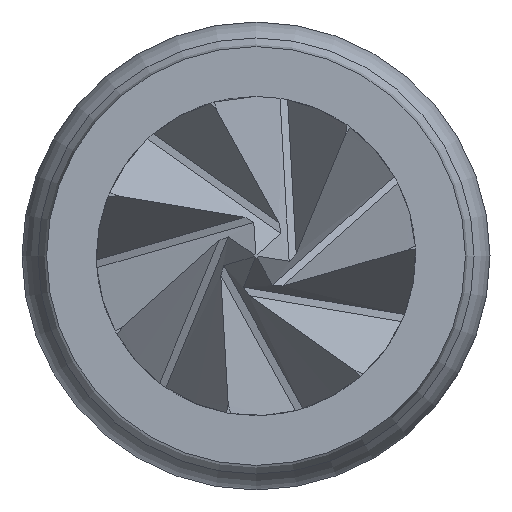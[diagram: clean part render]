
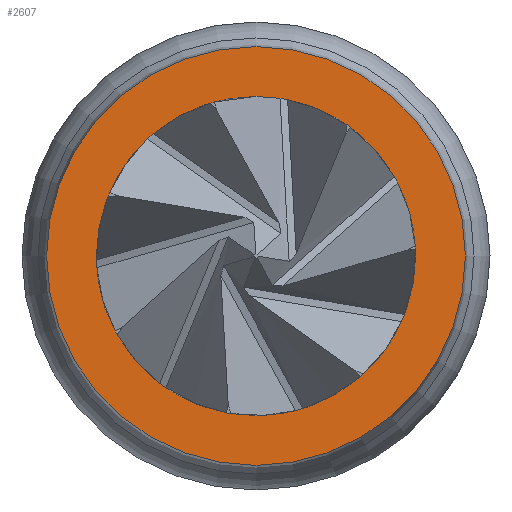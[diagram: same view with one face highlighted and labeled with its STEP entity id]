
A CAD part, left-side view. The second image highlights one B-rep face of the part: STEP entity #2607.
In plain terms, the highlighted planar face has unit normal (-1, 0, 0).
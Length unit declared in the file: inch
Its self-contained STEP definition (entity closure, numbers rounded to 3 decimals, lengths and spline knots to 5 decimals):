
#225 = EDGE_LOOP ( 'NONE', ( #2721 ) ) ;
#465 = EDGE_LOOP ( 'NONE', ( #2957 ) ) ;
#563 = FACE_BOUND ( 'NONE', #225, .T. ) ;
#747 = DIRECTION ( 'NONE',  ( 0., 0., 1. ) ) ;
#975 = DIRECTION ( 'NONE',  ( -1., 0., 0. ) ) ;
#1329 = EDGE_CURVE ( 'NONE', #3097, #3097, #3531, .T. ) ;
#1628 = CARTESIAN_POINT ( 'NONE',  ( 0., 0.0129, 0. ) ) ;
#1662 = AXIS2_PLACEMENT_3D ( 'NONE', #1628, #4216, #3105 ) ;
#1684 = AXIS2_PLACEMENT_3D ( 'NONE', #2248, #2929, #747 ) ;
#1993 = PLANE ( 'NONE',  #1662 ) ;
#2248 = CARTESIAN_POINT ( 'NONE',  ( 0., 0., 0. ) ) ;
#2451 = DIRECTION ( 'NONE',  ( 0., 0., 1. ) ) ;
#2607 = ADVANCED_FACE ( 'NONE', ( #563, #4188 ), #1993, .T. ) ;
#2721 = ORIENTED_EDGE ( 'NONE', *, *, #4403, .F. ) ;
#2821 = CARTESIAN_POINT ( 'NONE',  ( 0., 0., 0. ) ) ;
#2929 = DIRECTION ( 'NONE',  ( -1., 0., 0. ) ) ;
#2957 = ORIENTED_EDGE ( 'NONE', *, *, #1329, .T. ) ;
#3049 = VERTEX_POINT ( 'NONE', #3806 ) ;
#3072 = CARTESIAN_POINT ( 'NONE',  ( 0., 0., 0.01378 ) ) ;
#3097 = VERTEX_POINT ( 'NONE', #3072 ) ;
#3105 = DIRECTION ( 'NONE',  ( 0., 0., 1. ) ) ;
#3531 = CIRCLE ( 'NONE', #1684, 0.01378 ) ;
#3553 = CIRCLE ( 'NONE', #4173, 0.0105 ) ;
#3806 = CARTESIAN_POINT ( 'NONE',  ( 0., 0., 0.0105 ) ) ;
#4173 = AXIS2_PLACEMENT_3D ( 'NONE', #2821, #975, #2451 ) ;
#4188 = FACE_OUTER_BOUND ( 'NONE', #465, .T. ) ;
#4216 = DIRECTION ( 'NONE',  ( -1., 0., 0. ) ) ;
#4403 = EDGE_CURVE ( 'NONE', #3049, #3049, #3553, .T. ) ;
